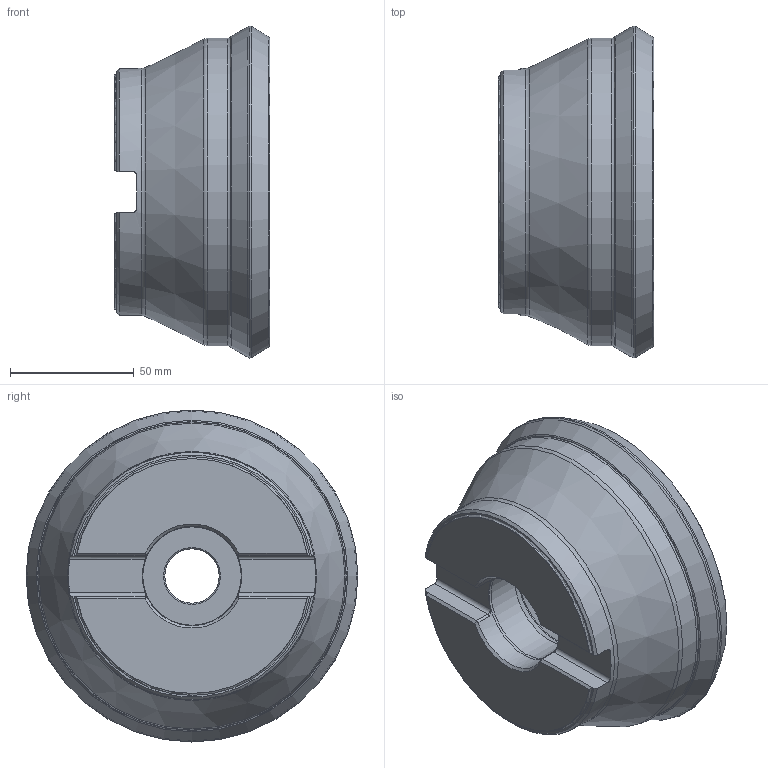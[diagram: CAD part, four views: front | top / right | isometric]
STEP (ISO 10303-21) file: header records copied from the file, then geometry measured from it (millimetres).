
FILE_DESCRIPTION(/* description */ (''),/* implementation_level */ '2;1');
FILE_NAME(/* name */ '202810788ndi000_00.stp',/* time_stamp */ '2020-01-23T06:42:59+01:00',/* author */ (''),/* organization */ (''),/* preprocessor_version */ 'ST-DEVELOPER v16.7',/* originating_system */ 'SIEMENS PLM Software NX 12.0',/* authorisation */ '');
FILE_SCHEMA (('AUTOMOTIVE_DESIGN { 1 0 10303 214 3 1 1 1 }'));
Length unit declared in the file: millimetre
Products named in the file (1): mp541388B794jmtu
Bounding box: 63 x 134.33 x 134.34 mm (x, y, z)
Volume: 595166.1 mm3; surface area: 70536.3 mm2
Topology: 2 solids, 2 shells, 77 faces, 188 edges, 115 vertices
Faces by surface type: plane 18, cylinder 17, torus 17, cone 13, revolution 12
Full cylindrical faces by diameter (mm): 22 x1, 40.008 x1, 40.2 x1, 100 x1, 124.427 x1
Entity records: 2430 total; most frequent: CARTESIAN_POINT 706, DIRECTION 336, ORIENTED_EDGE 280, AXIS2_PLACEMENT_3D 146, EDGE_CURVE 140, EDGE_LOOP 118, VERTEX_POINT 104, FACE_BOUND 82
